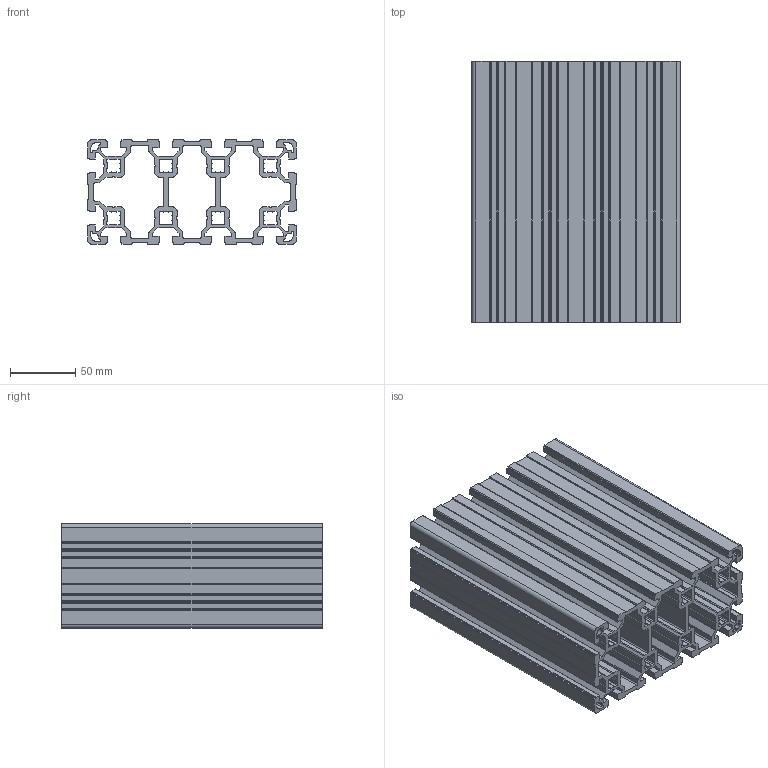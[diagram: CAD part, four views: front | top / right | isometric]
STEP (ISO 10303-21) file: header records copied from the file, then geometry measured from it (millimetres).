
FILE_DESCRIPTION(/* description */ ('Aluminiumprofil 80x160L'),/* implementation_level */ '2;1');
FILE_NAME(/* name */ '411993127 Aluminiumprofil 80x160L.stp',/* time_stamp */ '2019-07-10T12:13:42+02:00',/* author */ ('wheldmann'),/* organization */ (''),/* preprocessor_version */ 'ST-DEVELOPER v17.2',/* originating_system */ 'Autodesk Inventor 2019',/* authorisation */ ' ');
FILE_SCHEMA (('AUTOMOTIVE_DESIGN { 1 0 10303 214 3 1 1 }'));
Length unit declared in the file: millimetre
Products named in the file (1): 411993127
Bounding box: 160 x 200 x 80 mm (x, y, z)
Volume: 683516 mm3; surface area: 420498 mm2
Topology: 1 solids, 1 shells, 1018 faces, 3048 edges, 2032 vertices
Faces by surface type: plane 530, cylinder 488
Entity records: 34629 total; most frequent: CARTESIAN_POINT 6099, ORIENTED_EDGE 6096, DIRECTION 6062, EDGE_CURVE 3048, LINE 2072, VECTOR 2072, VERTEX_POINT 2032, AXIS2_PLACEMENT_3D 1995
